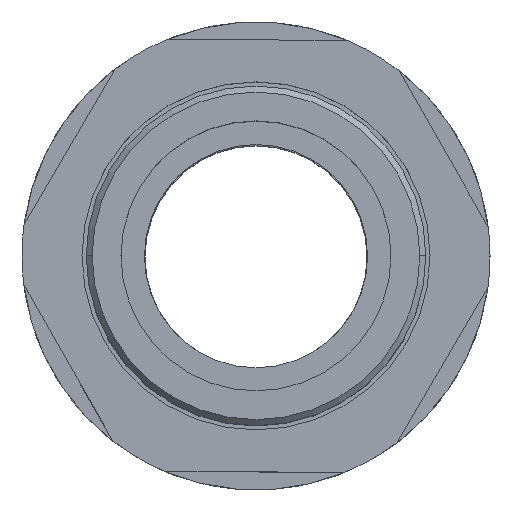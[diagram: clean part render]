
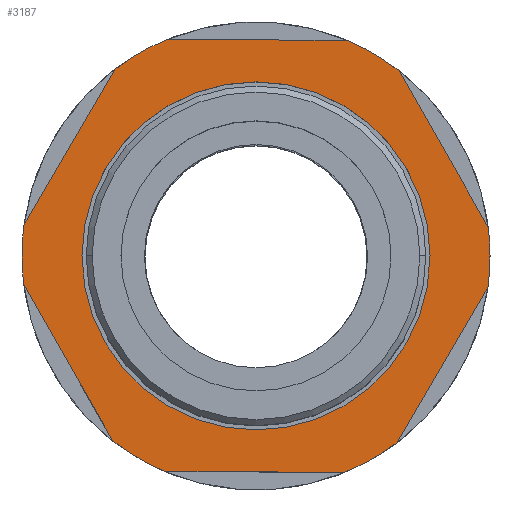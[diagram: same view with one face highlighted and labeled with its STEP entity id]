
A CAD part, top view. The second image highlights one B-rep face of the part: STEP entity #3187.
In plain terms, the highlighted planar face has unit normal (0, 0, 1).
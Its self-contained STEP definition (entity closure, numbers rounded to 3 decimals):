
#12 = DIRECTION ( 'NONE',  ( 0., 0., 1. ) ) ;
#69 = AXIS2_PLACEMENT_3D ( 'NONE', #3253, #12, #3772 ) ;
#79 = CARTESIAN_POINT ( 'NONE',  ( -11.923, -15.43, 51.7 ) ) ;
#95 = VECTOR ( 'NONE', #3120, 1000. ) ;
#294 = EDGE_CURVE ( 'NONE', #2086, #5236, #691, .T. ) ;
#322 = VECTOR ( 'NONE', #1014, 1000. ) ;
#353 = EDGE_LOOP ( 'NONE', ( #5424, #1054 ) ) ;
#454 = CARTESIAN_POINT ( 'NONE',  ( 0., 0., 51.7 ) ) ;
#617 = CARTESIAN_POINT ( 'NONE',  ( -20.784, 0.114, 51.7 ) ) ;
#673 = CARTESIAN_POINT ( 'NONE',  ( -14.5, 0., 51.7 ) ) ;
#691 = CIRCLE ( 'NONE', #5032, 14.5 ) ;
#731 = DIRECTION ( 'NONE',  ( 0., 0., -1. ) ) ;
#746 = CIRCLE ( 'NONE', #6212, 19.5 ) ;
#760 = LINE ( 'NONE', #1455, #6074 ) ;
#770 = AXIS2_PLACEMENT_3D ( 'NONE', #1321, #6661, #3533 ) ;
#974 = EDGE_CURVE ( 'NONE', #3268, #6269, #4596, .T. ) ;
#986 = VECTOR ( 'NONE', #5139, 1000. ) ;
#1014 = DIRECTION ( 'NONE',  ( 1., -0.005, 0. ) ) ;
#1020 = CARTESIAN_POINT ( 'NONE',  ( 20.784, -0.114, 51.7 ) ) ;
#1039 = DIRECTION ( 'NONE',  ( 0., 0., -1. ) ) ;
#1054 = ORIENTED_EDGE ( 'NONE', *, *, #5412, .F. ) ;
#1117 = AXIS2_PLACEMENT_3D ( 'NONE', #1552, #5239, #2085 ) ;
#1164 = AXIS2_PLACEMENT_3D ( 'NONE', #1236, #1299, #6030 ) ;
#1236 = CARTESIAN_POINT ( 'NONE',  ( 0., 0., 51.7 ) ) ;
#1255 = CARTESIAN_POINT ( 'NONE',  ( 0., 0., 51.7 ) ) ;
#1299 = DIRECTION ( 'NONE',  ( 0., 0., -1. ) ) ;
#1321 = CARTESIAN_POINT ( 'NONE',  ( 0., 0., 51.7 ) ) ;
#1328 = AXIS2_PLACEMENT_3D ( 'NONE', #5582, #2434, #6097 ) ;
#1455 = CARTESIAN_POINT ( 'NONE',  ( -10.293, 18.057, 51.7 ) ) ;
#1463 = EDGE_CURVE ( 'NONE', #5506, #6269, #2720, .T. ) ;
#1464 = ORIENTED_EDGE ( 'NONE', *, *, #5975, .F. ) ;
#1552 = CARTESIAN_POINT ( 'NONE',  ( 0., 0., 51.7 ) ) ;
#1823 = DIRECTION ( 'NONE',  ( 1., 0., 0. ) ) ;
#1824 = ORIENTED_EDGE ( 'NONE', *, *, #2756, .T. ) ;
#1834 = DIRECTION ( 'NONE',  ( 0., 0., -1. ) ) ;
#1892 = AXIS2_PLACEMENT_3D ( 'NONE', #3968, #731, #4492 ) ;
#1977 = AXIS2_PLACEMENT_3D ( 'NONE', #1255, #4986, #1823 ) ;
#1979 = ORIENTED_EDGE ( 'NONE', *, *, #3485, .T. ) ;
#2085 = DIRECTION ( 'NONE',  ( 1., 0., 0. ) ) ;
#2086 = VERTEX_POINT ( 'NONE', #4162 ) ;
#2208 = CARTESIAN_POINT ( 'NONE',  ( 11.923, 15.43, 51.7 ) ) ;
#2380 = VECTOR ( 'NONE', #5618, 1000. ) ;
#2434 = DIRECTION ( 'NONE',  ( 0., 0., -1. ) ) ;
#2478 = CARTESIAN_POINT ( 'NONE',  ( 11.753, -15.56, 51.7 ) ) ;
#2510 = ORIENTED_EDGE ( 'NONE', *, *, #6223, .F. ) ;
#2529 = CARTESIAN_POINT ( 'NONE',  ( -19.352, -2.399, 51.7 ) ) ;
#2546 = DIRECTION ( 'NONE',  ( -0.505, -0.863, 0. ) ) ;
#2720 = LINE ( 'NONE', #3181, #5510 ) ;
#2748 = ORIENTED_EDGE ( 'NONE', *, *, #6563, .F. ) ;
#2756 = EDGE_CURVE ( 'NONE', #3242, #3183, #5662, .T. ) ;
#2764 = ORIENTED_EDGE ( 'NONE', *, *, #5717, .T. ) ;
#2954 = LINE ( 'NONE', #1020, #95 ) ;
#2956 = CIRCLE ( 'NONE', #6767, 19.5 ) ;
#2992 = PLANE ( 'NONE',  #770 ) ;
#3120 = DIRECTION ( 'NONE',  ( -0.495, 0.869, 0. ) ) ;
#3140 = CIRCLE ( 'NONE', #69, 14.5 ) ;
#3153 = DIRECTION ( 'NONE',  ( 1., 0., 0. ) ) ;
#3181 = CARTESIAN_POINT ( 'NONE',  ( 10.491, 17.943, 51.7 ) ) ;
#3183 = VERTEX_POINT ( 'NONE', #6571 ) ;
#3187 = ADVANCED_FACE ( 'NONE', ( #5814, #4585 ), #2992, .T. ) ;
#3242 = VERTEX_POINT ( 'NONE', #6294 ) ;
#3243 = CARTESIAN_POINT ( 'NONE',  ( 0., 0., 51.7 ) ) ;
#3253 = CARTESIAN_POINT ( 'NONE',  ( 0., 0., 51.7 ) ) ;
#3268 = VERTEX_POINT ( 'NONE', #4235 ) ;
#3294 = VERTEX_POINT ( 'NONE', #5301 ) ;
#3485 = EDGE_CURVE ( 'NONE', #4956, #5928, #5410, .T. ) ;
#3533 = DIRECTION ( 'NONE',  ( 1., 0., 0. ) ) ;
#3563 = ORIENTED_EDGE ( 'NONE', *, *, #4347, .F. ) ;
#3655 = DIRECTION ( 'NONE',  ( 0., 0., 1. ) ) ;
#3722 = CARTESIAN_POINT ( 'NONE',  ( -7.401, 18.041, 51.7 ) ) ;
#3765 = DIRECTION ( 'NONE',  ( 1., 0., 0. ) ) ;
#3772 = DIRECTION ( 'NONE',  ( 1., 0., 0. ) ) ;
#3793 = LINE ( 'NONE', #5594, #2380 ) ;
#3838 = VERTEX_POINT ( 'NONE', #2478 ) ;
#3968 = CARTESIAN_POINT ( 'NONE',  ( 0., 0., 51.7 ) ) ;
#4003 = AXIS2_PLACEMENT_3D ( 'NONE', #4253, #1039, #4758 ) ;
#4162 = CARTESIAN_POINT ( 'NONE',  ( 14.5, 0., 51.7 ) ) ;
#4167 = EDGE_LOOP ( 'NONE', ( #5736, #5791, #5127, #4392, #2764, #2510, #3563, #1979, #4623, #1824, #4481, #4319, #1464, #2748 ) ) ;
#4235 = CARTESIAN_POINT ( 'NONE',  ( -11.753, 15.56, 51.7 ) ) ;
#4253 = CARTESIAN_POINT ( 'NONE',  ( 0., 0., 51.7 ) ) ;
#4319 = ORIENTED_EDGE ( 'NONE', *, *, #6101, .T. ) ;
#4347 = EDGE_CURVE ( 'NONE', #4956, #4362, #746, .T. ) ;
#4362 = VERTEX_POINT ( 'NONE', #5318 ) ;
#4364 = CIRCLE ( 'NONE', #4003, 19.5 ) ;
#4392 = ORIENTED_EDGE ( 'NONE', *, *, #974, .F. ) ;
#4456 = CIRCLE ( 'NONE', #1977, 19.5 ) ;
#4464 = CIRCLE ( 'NONE', #1117, 19.5 ) ;
#4481 = ORIENTED_EDGE ( 'NONE', *, *, #5596, .F. ) ;
#4492 = DIRECTION ( 'NONE',  ( 1., 0., 0. ) ) ;
#4514 = EDGE_CURVE ( 'NONE', #3242, #5928, #4364, .T. ) ;
#4585 = FACE_OUTER_BOUND ( 'NONE', #4167, .T. ) ;
#4596 = CIRCLE ( 'NONE', #1164, 19.5 ) ;
#4623 = ORIENTED_EDGE ( 'NONE', *, *, #4514, .F. ) ;
#4758 = DIRECTION ( 'NONE',  ( 1., 0., 0. ) ) ;
#4956 = VERTEX_POINT ( 'NONE', #2529 ) ;
#4986 = DIRECTION ( 'NONE',  ( 0., 0., -1. ) ) ;
#4995 = CARTESIAN_POINT ( 'NONE',  ( 0., 0., 51.7 ) ) ;
#5032 = AXIS2_PLACEMENT_3D ( 'NONE', #454, #3655, #3153 ) ;
#5060 = CARTESIAN_POINT ( 'NONE',  ( -19.324, 2.611, 51.7 ) ) ;
#5100 = CIRCLE ( 'NONE', #1328, 19.5 ) ;
#5127 = ORIENTED_EDGE ( 'NONE', *, *, #1463, .T. ) ;
#5139 = DIRECTION ( 'NONE',  ( 0.495, -0.869, 0. ) ) ;
#5236 = VERTEX_POINT ( 'NONE', #673 ) ;
#5239 = DIRECTION ( 'NONE',  ( 0., 0., -1. ) ) ;
#5301 = CARTESIAN_POINT ( 'NONE',  ( 19.324, -2.611, 51.7 ) ) ;
#5318 = CARTESIAN_POINT ( 'NONE',  ( -19.5, 0., 51.7 ) ) ;
#5354 = CARTESIAN_POINT ( 'NONE',  ( 7.599, 17.959, 51.7 ) ) ;
#5410 = LINE ( 'NONE', #617, #986 ) ;
#5412 = EDGE_CURVE ( 'NONE', #5236, #2086, #3140, .T. ) ;
#5424 = ORIENTED_EDGE ( 'NONE', *, *, #294, .F. ) ;
#5506 = VERTEX_POINT ( 'NONE', #5354 ) ;
#5510 = VECTOR ( 'NONE', #6831, 1000. ) ;
#5525 = DIRECTION ( 'NONE',  ( 1., 0., 0. ) ) ;
#5582 = CARTESIAN_POINT ( 'NONE',  ( 0., 0., 51.7 ) ) ;
#5594 = CARTESIAN_POINT ( 'NONE',  ( 10.293, -18.057, 51.7 ) ) ;
#5596 = EDGE_CURVE ( 'NONE', #3838, #3183, #6651, .T. ) ;
#5618 = DIRECTION ( 'NONE',  ( 0.505, 0.863, 0. ) ) ;
#5662 = LINE ( 'NONE', #6819, #322 ) ;
#5717 = EDGE_CURVE ( 'NONE', #3268, #6054, #760, .T. ) ;
#5736 = ORIENTED_EDGE ( 'NONE', *, *, #5854, .T. ) ;
#5791 = ORIENTED_EDGE ( 'NONE', *, *, #6702, .F. ) ;
#5814 = FACE_BOUND ( 'NONE', #353, .T. ) ;
#5854 = EDGE_CURVE ( 'NONE', #6326, #6406, #2954, .T. ) ;
#5928 = VERTEX_POINT ( 'NONE', #79 ) ;
#5937 = CARTESIAN_POINT ( 'NONE',  ( 19.5, 0., 51.7 ) ) ;
#5975 = EDGE_CURVE ( 'NONE', #6453, #3294, #4456, .T. ) ;
#6030 = DIRECTION ( 'NONE',  ( 1., 0., 0. ) ) ;
#6054 = VERTEX_POINT ( 'NONE', #5060 ) ;
#6074 = VECTOR ( 'NONE', #2546, 1000. ) ;
#6097 = DIRECTION ( 'NONE',  ( 1., 0., 0. ) ) ;
#6101 = EDGE_CURVE ( 'NONE', #3838, #3294, #3793, .T. ) ;
#6212 = AXIS2_PLACEMENT_3D ( 'NONE', #3243, #6880, #3765 ) ;
#6223 = EDGE_CURVE ( 'NONE', #4362, #6054, #4464, .T. ) ;
#6269 = VERTEX_POINT ( 'NONE', #3722 ) ;
#6294 = CARTESIAN_POINT ( 'NONE',  ( -7.599, -17.959, 51.7 ) ) ;
#6326 = VERTEX_POINT ( 'NONE', #6858 ) ;
#6406 = VERTEX_POINT ( 'NONE', #2208 ) ;
#6453 = VERTEX_POINT ( 'NONE', #5937 ) ;
#6563 = EDGE_CURVE ( 'NONE', #6326, #6453, #2956, .T. ) ;
#6571 = CARTESIAN_POINT ( 'NONE',  ( 7.401, -18.041, 51.7 ) ) ;
#6651 = CIRCLE ( 'NONE', #1892, 19.5 ) ;
#6661 = DIRECTION ( 'NONE',  ( 0., 0., 1. ) ) ;
#6702 = EDGE_CURVE ( 'NONE', #5506, #6406, #5100, .T. ) ;
#6767 = AXIS2_PLACEMENT_3D ( 'NONE', #4995, #1834, #5525 ) ;
#6819 = CARTESIAN_POINT ( 'NONE',  ( -10.491, -17.943, 51.7 ) ) ;
#6831 = DIRECTION ( 'NONE',  ( -1., 0.005, 0. ) ) ;
#6858 = CARTESIAN_POINT ( 'NONE',  ( 19.352, 2.399, 51.7 ) ) ;
#6880 = DIRECTION ( 'NONE',  ( 0., 0., -1. ) ) ;
